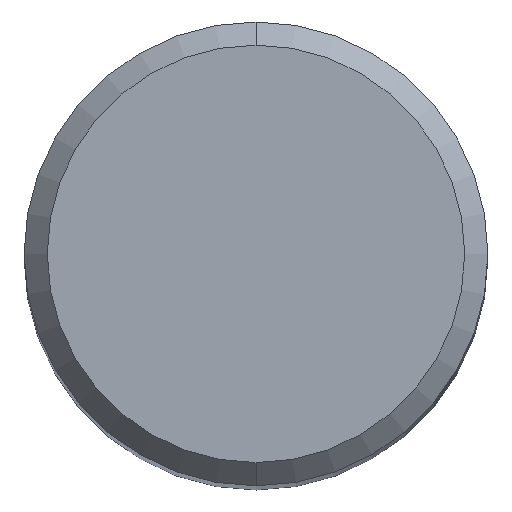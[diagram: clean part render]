
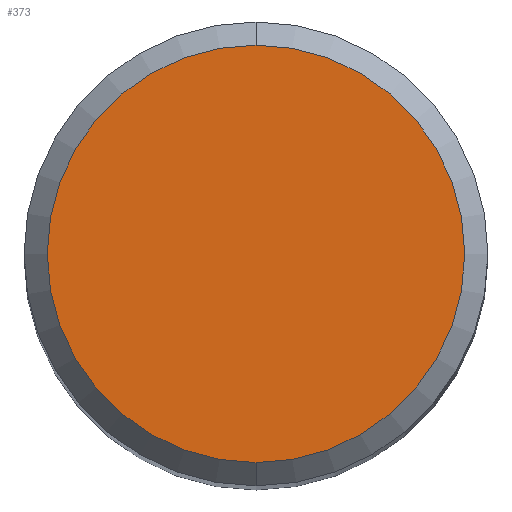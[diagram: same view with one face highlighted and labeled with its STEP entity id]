
A CAD part, top view. The second image highlights one B-rep face of the part: STEP entity #373.
In plain terms, the highlighted planar face has unit normal (0, 0, 1).
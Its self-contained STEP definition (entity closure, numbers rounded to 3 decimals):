
#193=EDGE_CURVE('',#375,#361,#488,.T.);
#275=EDGE_CURVE('',#361,#375,#578,.T.);
#361=VERTEX_POINT('',#670);
#373=ADVANCED_FACE('',(#682),#683,.T.);
#375=VERTEX_POINT('',#685);
#488=CIRCLE('',#814,3.6);
#578=CIRCLE('',#990,3.6);
#670=CARTESIAN_POINT('',(0.,-3.6,40.528));
#682=FACE_OUTER_BOUND('',#1271,.T.);
#683=PLANE('',#1272);
#685=CARTESIAN_POINT('',(0.0,3.6,40.528));
#814=AXIS2_PLACEMENT_3D('',#1449,#1450,#1451);
#990=AXIS2_PLACEMENT_3D('',#1547,#1548,#1549);
#1271=EDGE_LOOP('',(#1647,#1648));
#1272=AXIS2_PLACEMENT_3D('',#1649,#1650,#1651);
#1449=CARTESIAN_POINT('',(0.0,0.0,40.528));
#1450=DIRECTION('',(0.0,0.0,-1.0));
#1451=DIRECTION('',(0.0,1.0,0.0));
#1547=CARTESIAN_POINT('',(0.0,0.0,40.528));
#1548=DIRECTION('',(0.0,0.0,-1.0));
#1549=DIRECTION('',(0.0,1.0,0.0));
#1647=ORIENTED_EDGE('',*,*,#193,.F.);
#1648=ORIENTED_EDGE('',*,*,#275,.F.);
#1649=CARTESIAN_POINT('',(0.0,1.8,40.528));
#1650=DIRECTION('',(0.0,0.0,1.0));
#1651=DIRECTION('',(0.0,-1.0,0.0));
